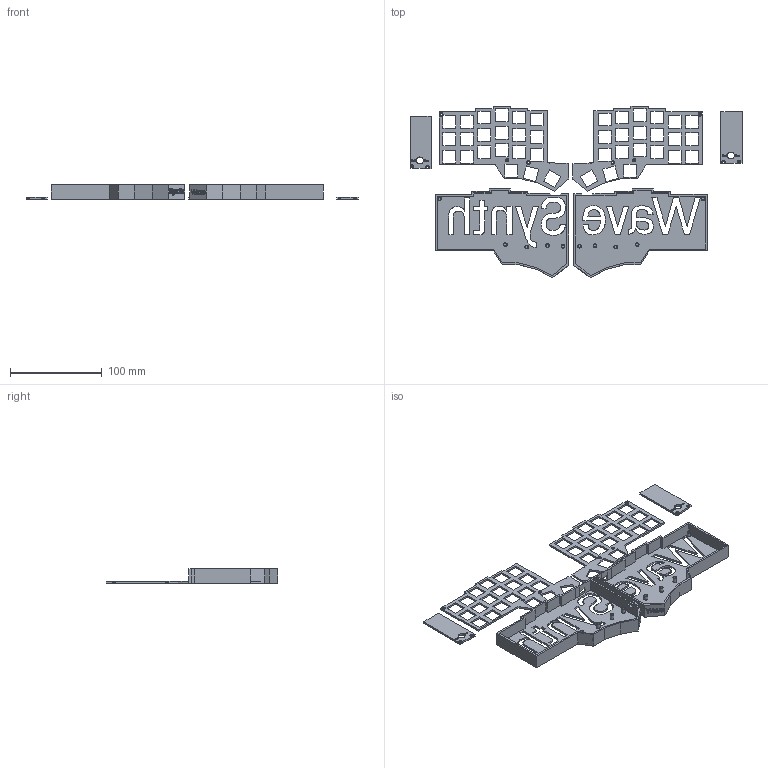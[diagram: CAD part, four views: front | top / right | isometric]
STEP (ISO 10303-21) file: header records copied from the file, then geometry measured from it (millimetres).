
FILE_DESCRIPTION(('HOOPS Exchange Step'),'2;1');
FILE_NAME('temp_export','2023-08-25T13:41:39+03:00',('Luerl'),('Shapr3D Limited'),'HOOPS Exchange 2023.2','Shapr3D','Authorized');
FILE_SCHEMA( ('AUTOMOTIVE_DESIGN { 1 0 10303 214 1 1 1 1 }') );
Length unit declared in the file: millimetre
Products named in the file (2): temp_import; root
Assembly tree (1 placements, depth 2):
  root
    temp_import
Bounding box: 362.24 x 186.78 x 15.6 mm (x, y, z)
Volume: 81478.8 mm3; surface area: 100961.4 mm2
Topology: 44 solids, 44 shells, 1096 faces, 3051 edges, 2074 vertices
Faces by surface type: plane 820, bspline 172, cylinder 104
Full cylindrical faces by diameter (mm): 2.2 x10, 3.2 x20, 3.8 x12, 4 x20, 7.5 x2
Entity records: 37729 total; most frequent: CARTESIAN_POINT 9917, ORIENTED_EDGE 6102, DIRECTION 4903, EDGE_CURVE 3051, VECTOR 2363, LINE 2363, VERTEX_POINT 2074, EDGE_LOOP 1317
